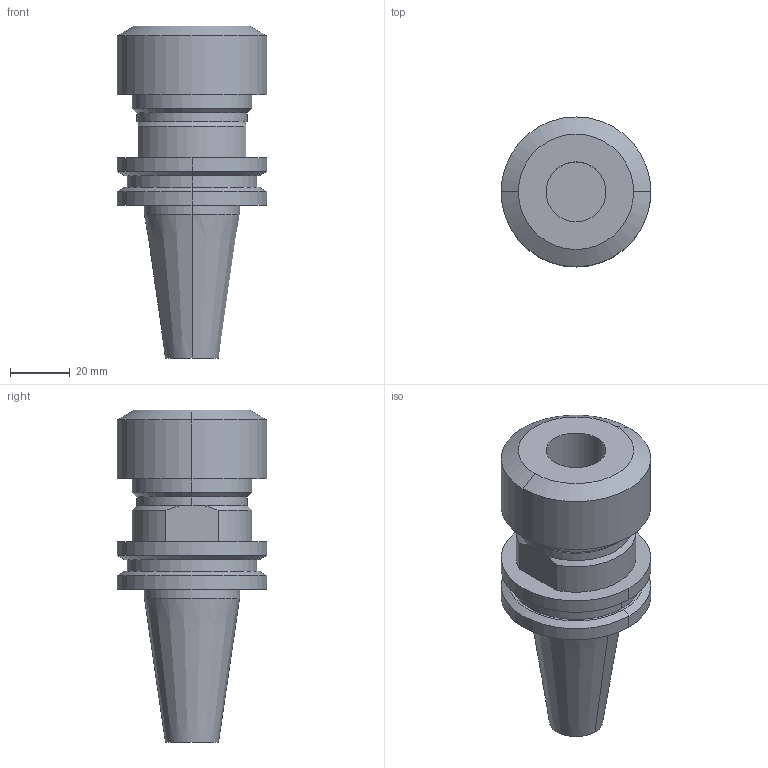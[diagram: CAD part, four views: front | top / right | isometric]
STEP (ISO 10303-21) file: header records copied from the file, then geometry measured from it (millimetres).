
FILE_DESCRIPTION (( 'STEP AP203' ), '1' );
FILE_NAME ('STP-42213-W-63.STEP', '2018-08-23T03:09:50', ( '' ), ( '' ), 'SwSTEP 2.0', 'SolidWorks 2015', '' );
FILE_SCHEMA (( 'CONFIG_CONTROL_DESIGN' ));
Length unit declared in the file: millimetre
Products named in the file (1): STP-42213-W-63
Bounding box: 50 x 50 x 110.8 mm (x, y, z)
Volume: 107353.4 mm3; surface area: 21664.2 mm2
Topology: 1 solids, 1 shells, 54 faces, 112 edges, 67 vertices
Faces by surface type: cylinder 24, cone 16, plane 14
Entity records: 1517 total; most frequent: DIRECTION 278, CARTESIAN_POINT 256, ORIENTED_EDGE 220, AXIS2_PLACEMENT_3D 117, EDGE_CURVE 110, VERTEX_POINT 67, EDGE_LOOP 63, CIRCLE 62
